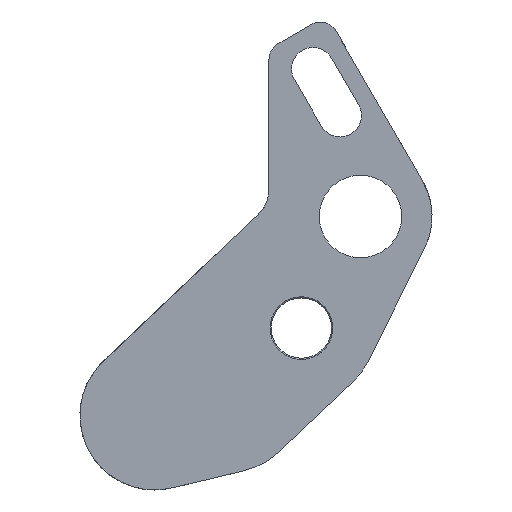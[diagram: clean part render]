
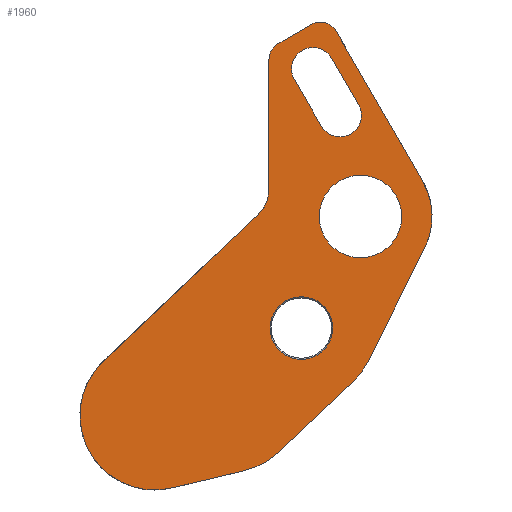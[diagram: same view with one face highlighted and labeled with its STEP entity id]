
A CAD part, front view. The second image highlights one B-rep face of the part: STEP entity #1960.
In plain terms, the highlighted planar face has unit normal (0, -1, 0).
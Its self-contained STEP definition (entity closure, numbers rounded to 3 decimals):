
#307=CARTESIAN_POINT('Vertex',(-31.631,-10.,-45.503)) ;
#310=CARTESIAN_POINT('Axis2P3D Location',(-34.528,-10.,-33.344)) ;
#314=CARTESIAN_POINT('Vertex',(-43.154,-10.,-24.296)) ;
#367=CARTESIAN_POINT('Line Origine',(-30.183,-10.,-12.029)) ;
#371=CARTESIAN_POINT('Vertex',(-17.212,-10.,0.238)) ;
#407=CARTESIAN_POINT('Vertex',(-15.335,-10.,4.597)) ;
#418=CARTESIAN_POINT('Axis2P3D Location',(-21.335,-10.,4.597)) ;
#468=CARTESIAN_POINT('Axis2P3D Location',(0.,-10.,0.)) ;
#472=CARTESIAN_POINT('Vertex',(10.392,-10.,6.)) ;
#474=CARTESIAN_POINT('Vertex',(10.734,-10.,-5.365)) ;
#508=CARTESIAN_POINT('Line Origine',(6.005,-10.,-14.826)) ;
#512=CARTESIAN_POINT('Vertex',(1.276,-10.,-24.286)) ;
#532=CARTESIAN_POINT('Axis2P3D Location',(-9.905,-10.,-18.697)) ;
#536=CARTESIAN_POINT('Vertex',(-1.316,-10.,-27.779)) ;
#556=CARTESIAN_POINT('Line Origine',(-7.52,-10.,-33.647)) ;
#560=CARTESIAN_POINT('Vertex',(-13.725,-10.,-39.515)) ;
#580=CARTESIAN_POINT('Axis2P3D Location',(-22.314,-10.,-30.433)) ;
#584=CARTESIAN_POINT('Vertex',(-19.416,-10.,-42.593)) ;
#604=CARTESIAN_POINT('Line Origine',(-25.523,-10.,-44.048)) ;
#703=CARTESIAN_POINT('Line Origine',(-15.335,-10.,15.481)) ;
#707=CARTESIAN_POINT('Vertex',(-15.335,-10.,26.365)) ;
#742=CARTESIAN_POINT('Axis2P3D Location',(-12.335,-10.,26.365)) ;
#746=CARTESIAN_POINT('Vertex',(-13.835,-10.,28.963)) ;
#773=CARTESIAN_POINT('Line Origine',(-11.02,-10.,30.588)) ;
#777=CARTESIAN_POINT('Vertex',(-8.206,-10.,32.213)) ;
#804=CARTESIAN_POINT('Axis2P3D Location',(-6.706,-10.,29.615)) ;
#808=CARTESIAN_POINT('Vertex',(-4.108,-10.,31.115)) ;
#835=CARTESIAN_POINT('Line Origine',(3.142,-10.,18.557)) ;
#877=CARTESIAN_POINT('Vertex',(-6.918,-10.,0.)) ;
#880=CARTESIAN_POINT('Axis2P3D Location',(0.,-10.,0.)) ;
#884=CARTESIAN_POINT('Vertex',(6.918,-10.,0.)) ;
#899=CARTESIAN_POINT('Axis2P3D Location',(0.,-10.,0.)) ;
#1219=CARTESIAN_POINT('Vertex',(-0.319,-10.,18.753)) ;
#1222=CARTESIAN_POINT('Line Origine',(-2.569,-10.,22.65)) ;
#1226=CARTESIAN_POINT('Vertex',(-4.819,-10.,26.547)) ;
#1253=CARTESIAN_POINT('Axis2P3D Location',(-7.937,-10.,24.747)) ;
#1257=CARTESIAN_POINT('Vertex',(-11.055,-10.,22.947)) ;
#1288=CARTESIAN_POINT('Vertex',(-6.555,-10.,15.153)) ;
#1291=CARTESIAN_POINT('Axis2P3D Location',(-3.437,-10.,16.953)) ;
#1313=CARTESIAN_POINT('Line Origine',(-8.805,-10.,19.05)) ;
#1911=CARTESIAN_POINT('Axis2P3D Location',(0.,-10.,0.)) ;
#1932=CARTESIAN_POINT('Axis2P3D Location',(-9.905,-10.,-18.697)) ;
#1936=CARTESIAN_POINT('Vertex',(-4.652,-10.,-18.697)) ;
#1938=CARTESIAN_POINT('Vertex',(-15.158,-10.,-18.697)) ;
#1941=CARTESIAN_POINT('Axis2P3D Location',(-9.905,-10.,-18.697)) ;
#369=VECTOR('Line Direction',#368,1.) ;
#510=VECTOR('Line Direction',#509,1.) ;
#558=VECTOR('Line Direction',#557,1.) ;
#606=VECTOR('Line Direction',#605,1.) ;
#705=VECTOR('Line Direction',#704,1.) ;
#775=VECTOR('Line Direction',#774,1.) ;
#837=VECTOR('Line Direction',#836,1.) ;
#1224=VECTOR('Line Direction',#1223,1.) ;
#1315=VECTOR('Line Direction',#1314,1.) ;
#311=DIRECTION('Axis2P3D Direction',(0.,1.,0.)) ;
#368=DIRECTION('Vector Direction',(-0.727,0.,-0.687)) ;
#419=DIRECTION('Axis2P3D Direction',(-0.,1.,0.)) ;
#469=DIRECTION('Axis2P3D Direction',(0.,1.,0.)) ;
#509=DIRECTION('Vector Direction',(0.447,0.,0.894)) ;
#533=DIRECTION('Axis2P3D Direction',(0.,1.,0.)) ;
#557=DIRECTION('Vector Direction',(-0.727,0.,-0.687)) ;
#581=DIRECTION('Axis2P3D Direction',(0.,1.,0.)) ;
#605=DIRECTION('Vector Direction',(-0.973,0.,-0.232)) ;
#704=DIRECTION('Vector Direction',(0.,0.,-1.)) ;
#743=DIRECTION('Axis2P3D Direction',(0.,-1.,0.)) ;
#774=DIRECTION('Vector Direction',(-0.866,0.,-0.5)) ;
#805=DIRECTION('Axis2P3D Direction',(0.,-1.,0.)) ;
#836=DIRECTION('Vector Direction',(-0.5,0.,0.866)) ;
#881=DIRECTION('Axis2P3D Direction',(-0.,1.,0.)) ;
#900=DIRECTION('Axis2P3D Direction',(-0.,1.,0.)) ;
#1223=DIRECTION('Vector Direction',(-0.5,0.,0.866)) ;
#1254=DIRECTION('Axis2P3D Direction',(0.,1.,-0.)) ;
#1292=DIRECTION('Axis2P3D Direction',(0.,1.,-0.)) ;
#1314=DIRECTION('Vector Direction',(0.5,0.,-0.866)) ;
#1912=DIRECTION('Axis2P3D Direction',(0.,1.,0.)) ;
#1913=DIRECTION('Axis2P3D XDirection',(0.,0.,1.)) ;
#1933=DIRECTION('Axis2P3D Direction',(0.,1.,0.)) ;
#1942=DIRECTION('Axis2P3D Direction',(0.,1.,0.)) ;
#312=AXIS2_PLACEMENT_3D('Circle Axis2P3D',#310,#311,$) ;
#420=AXIS2_PLACEMENT_3D('Circle Axis2P3D',#418,#419,$) ;
#470=AXIS2_PLACEMENT_3D('Circle Axis2P3D',#468,#469,$) ;
#534=AXIS2_PLACEMENT_3D('Circle Axis2P3D',#532,#533,$) ;
#582=AXIS2_PLACEMENT_3D('Circle Axis2P3D',#580,#581,$) ;
#744=AXIS2_PLACEMENT_3D('Circle Axis2P3D',#742,#743,$) ;
#806=AXIS2_PLACEMENT_3D('Circle Axis2P3D',#804,#805,$) ;
#882=AXIS2_PLACEMENT_3D('Circle Axis2P3D',#880,#881,$) ;
#901=AXIS2_PLACEMENT_3D('Circle Axis2P3D',#899,#900,$) ;
#1255=AXIS2_PLACEMENT_3D('Circle Axis2P3D',#1253,#1254,$) ;
#1293=AXIS2_PLACEMENT_3D('Circle Axis2P3D',#1291,#1292,$) ;
#1914=AXIS2_PLACEMENT_3D('Plane Axis2P3D',#1911,#1912,#1913) ;
#1934=AXIS2_PLACEMENT_3D('Circle Axis2P3D',#1932,#1933,$) ;
#1943=AXIS2_PLACEMENT_3D('Circle Axis2P3D',#1941,#1942,$) ;
#370=LINE('Line',#367,#369) ;
#511=LINE('Line',#508,#510) ;
#559=LINE('Line',#556,#558) ;
#607=LINE('Line',#604,#606) ;
#706=LINE('Line',#703,#705) ;
#776=LINE('Line',#773,#775) ;
#838=LINE('Line',#835,#837) ;
#1225=LINE('Line',#1222,#1224) ;
#1316=LINE('Line',#1313,#1315) ;
#313=CIRCLE('generated circle',#312,12.5) ;
#421=CIRCLE('generated circle',#420,6.) ;
#471=CIRCLE('generated circle',#470,12.) ;
#535=CIRCLE('generated circle',#534,12.5) ;
#583=CIRCLE('generated circle',#582,12.5) ;
#745=CIRCLE('generated circle',#744,3.) ;
#807=CIRCLE('generated circle',#806,3.) ;
#883=CIRCLE('generated circle',#882,6.918) ;
#902=CIRCLE('generated circle',#901,6.918) ;
#1256=CIRCLE('generated circle',#1255,3.6) ;
#1294=CIRCLE('generated circle',#1293,3.6) ;
#1935=CIRCLE('generated circle',#1934,5.253) ;
#1944=CIRCLE('generated circle',#1943,5.253) ;
#1915=PLANE('',#1914) ;
#1949=FACE_BOUND('',#1946,.T.) ;
#1955=FACE_BOUND('',#1950,.T.) ;
#1959=FACE_BOUND('',#1956,.T.) ;
#316=EDGE_CURVE('',#308,#315,#313,.T.) ;
#373=EDGE_CURVE('',#315,#372,#370,.F.) ;
#422=EDGE_CURVE('',#408,#372,#421,.T.) ;
#476=EDGE_CURVE('',#473,#475,#471,.T.) ;
#514=EDGE_CURVE('',#475,#513,#511,.F.) ;
#538=EDGE_CURVE('',#513,#537,#535,.T.) ;
#562=EDGE_CURVE('',#537,#561,#559,.T.) ;
#586=EDGE_CURVE('',#561,#585,#583,.T.) ;
#608=EDGE_CURVE('',#585,#308,#607,.T.) ;
#709=EDGE_CURVE('',#708,#408,#706,.T.) ;
#748=EDGE_CURVE('',#747,#708,#745,.T.) ;
#779=EDGE_CURVE('',#778,#747,#776,.T.) ;
#810=EDGE_CURVE('',#809,#778,#807,.T.) ;
#839=EDGE_CURVE('',#473,#809,#838,.T.) ;
#886=EDGE_CURVE('',#885,#878,#883,.T.) ;
#903=EDGE_CURVE('',#878,#885,#902,.T.) ;
#1228=EDGE_CURVE('',#1220,#1227,#1225,.T.) ;
#1259=EDGE_CURVE('',#1258,#1227,#1256,.T.) ;
#1295=EDGE_CURVE('',#1220,#1289,#1294,.T.) ;
#1317=EDGE_CURVE('',#1258,#1289,#1316,.T.) ;
#1940=EDGE_CURVE('',#1937,#1939,#1935,.T.) ;
#1945=EDGE_CURVE('',#1939,#1937,#1944,.T.) ;
#1916=EDGE_LOOP('',(#1917,#1918,#1919,#1920,#1921,#1922,#1923,#1924,#1925,#1926,#1927,#1928,#1929,#1930)) ;
#1946=EDGE_LOOP('',(#1947,#1948)) ;
#1950=EDGE_LOOP('',(#1951,#1952,#1953,#1954)) ;
#1956=EDGE_LOOP('',(#1957,#1958)) ;
#1917=ORIENTED_EDGE('',*,*,#373,.F.) ;
#1918=ORIENTED_EDGE('',*,*,#316,.F.) ;
#1919=ORIENTED_EDGE('',*,*,#608,.F.) ;
#1920=ORIENTED_EDGE('',*,*,#586,.F.) ;
#1921=ORIENTED_EDGE('',*,*,#562,.F.) ;
#1922=ORIENTED_EDGE('',*,*,#538,.F.) ;
#1923=ORIENTED_EDGE('',*,*,#514,.F.) ;
#1924=ORIENTED_EDGE('',*,*,#476,.F.) ;
#1925=ORIENTED_EDGE('',*,*,#839,.T.) ;
#1926=ORIENTED_EDGE('',*,*,#810,.T.) ;
#1927=ORIENTED_EDGE('',*,*,#779,.T.) ;
#1928=ORIENTED_EDGE('',*,*,#748,.T.) ;
#1929=ORIENTED_EDGE('',*,*,#709,.T.) ;
#1930=ORIENTED_EDGE('',*,*,#422,.T.) ;
#1947=ORIENTED_EDGE('',*,*,#1940,.T.) ;
#1948=ORIENTED_EDGE('',*,*,#1945,.T.) ;
#1951=ORIENTED_EDGE('',*,*,#1317,.F.) ;
#1952=ORIENTED_EDGE('',*,*,#1259,.T.) ;
#1953=ORIENTED_EDGE('',*,*,#1228,.F.) ;
#1954=ORIENTED_EDGE('',*,*,#1295,.T.) ;
#1957=ORIENTED_EDGE('',*,*,#903,.T.) ;
#1958=ORIENTED_EDGE('',*,*,#886,.T.) ;
#308=VERTEX_POINT('',#307) ;
#315=VERTEX_POINT('',#314) ;
#372=VERTEX_POINT('',#371) ;
#408=VERTEX_POINT('',#407) ;
#473=VERTEX_POINT('',#472) ;
#475=VERTEX_POINT('',#474) ;
#513=VERTEX_POINT('',#512) ;
#537=VERTEX_POINT('',#536) ;
#561=VERTEX_POINT('',#560) ;
#585=VERTEX_POINT('',#584) ;
#708=VERTEX_POINT('',#707) ;
#747=VERTEX_POINT('',#746) ;
#778=VERTEX_POINT('',#777) ;
#809=VERTEX_POINT('',#808) ;
#878=VERTEX_POINT('',#877) ;
#885=VERTEX_POINT('',#884) ;
#1220=VERTEX_POINT('',#1219) ;
#1227=VERTEX_POINT('',#1226) ;
#1258=VERTEX_POINT('',#1257) ;
#1289=VERTEX_POINT('',#1288) ;
#1937=VERTEX_POINT('',#1936) ;
#1939=VERTEX_POINT('',#1938) ;
#1960=ADVANCED_FACE('Corps principal',(#1931,#1949,#1955,#1959),#1915,.F.) ;
#1931=FACE_OUTER_BOUND('',#1916,.T.) ;
